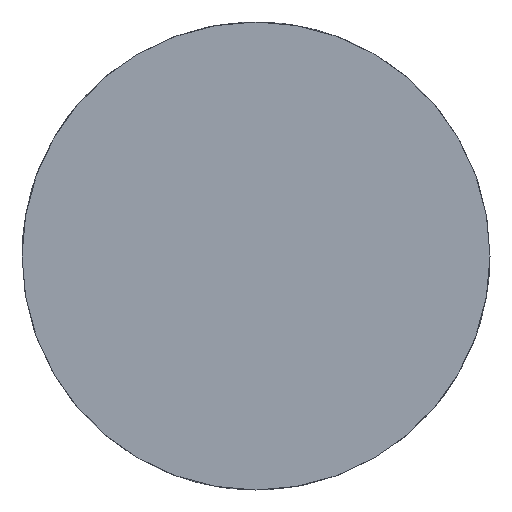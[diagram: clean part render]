
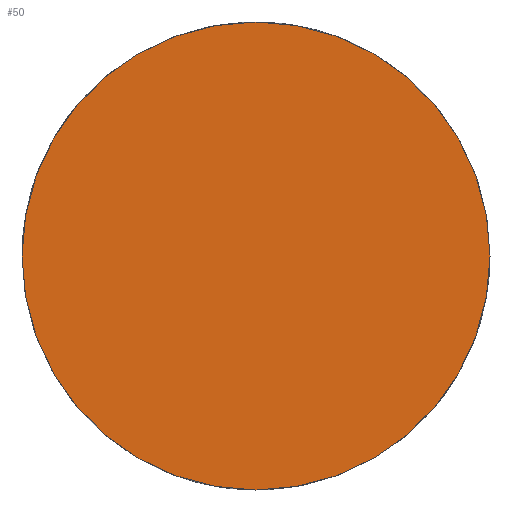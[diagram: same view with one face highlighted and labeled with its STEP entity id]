
A CAD part, left-side view. The second image highlights one B-rep face of the part: STEP entity #50.
In plain terms, the highlighted planar face has unit normal (-1, 0, 0).
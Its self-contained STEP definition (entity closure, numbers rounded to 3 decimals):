
#1 = DIRECTION ( 'NONE',  ( 1., 0., 0. ) ) ;
#3 = AXIS2_PLACEMENT_3D ( 'NONE', #87, #1, #14 ) ;
#9 = EDGE_LOOP ( 'NONE', ( #64, #19 ) ) ;
#11 = DIRECTION ( 'NONE',  ( -1., 0., 0. ) ) ;
#12 = CARTESIAN_POINT ( 'NONE',  ( 0., 0., 12.5 ) ) ;
#14 = DIRECTION ( 'NONE',  ( 0., 1., 0. ) ) ;
#17 = CARTESIAN_POINT ( 'NONE',  ( 0., 12.5, 12.5 ) ) ;
#19 = ORIENTED_EDGE ( 'NONE', *, *, #74, .T. ) ;
#23 = DIRECTION ( 'NONE',  ( 0., -1., 0. ) ) ;
#29 = PLANE ( 'NONE',  #3 ) ;
#37 = DIRECTION ( 'NONE',  ( 0., -1., 0. ) ) ;
#47 = VERTEX_POINT ( 'NONE', #17 ) ;
#50 = ADVANCED_FACE ( 'NONE', ( #59 ), #29, .F. ) ;
#55 = DIRECTION ( 'NONE',  ( -1., 0., 0. ) ) ;
#59 = FACE_OUTER_BOUND ( 'NONE', #9, .T. ) ;
#60 = CIRCLE ( 'NONE', #138, 12.5 ) ;
#64 = ORIENTED_EDGE ( 'NONE', *, *, #113, .T. ) ;
#72 = CIRCLE ( 'NONE', #102, 12.5 ) ;
#74 = EDGE_CURVE ( 'NONE', #47, #85, #72, .T. ) ;
#80 = CARTESIAN_POINT ( 'NONE',  ( 0., -12.5, 12.5 ) ) ;
#85 = VERTEX_POINT ( 'NONE', #80 ) ;
#87 = CARTESIAN_POINT ( 'NONE',  ( 0., 12.5, 25. ) ) ;
#102 = AXIS2_PLACEMENT_3D ( 'NONE', #12, #55, #37 ) ;
#113 = EDGE_CURVE ( 'NONE', #85, #47, #60, .T. ) ;
#118 = CARTESIAN_POINT ( 'NONE',  ( 0., 0., 12.5 ) ) ;
#138 = AXIS2_PLACEMENT_3D ( 'NONE', #118, #11, #23 ) ;
